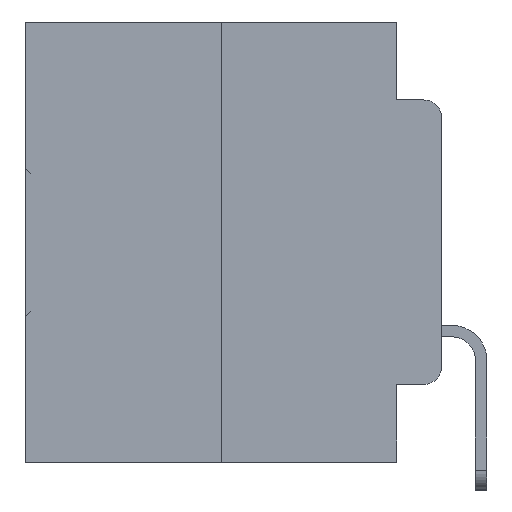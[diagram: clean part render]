
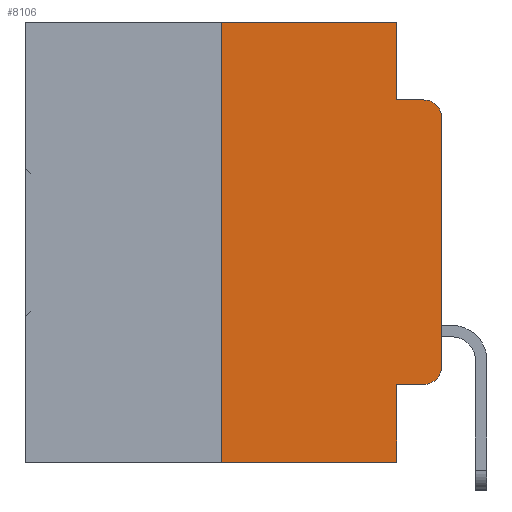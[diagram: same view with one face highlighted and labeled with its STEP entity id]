
A CAD part, left-side view. The second image highlights one B-rep face of the part: STEP entity #8106.
In plain terms, the highlighted planar face has unit normal (-1, 0, 0).
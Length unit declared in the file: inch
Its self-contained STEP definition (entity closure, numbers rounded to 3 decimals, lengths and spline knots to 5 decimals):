
#721 = EDGE_CURVE ( 'NONE', #4068, #16798, #12157, .T. ) ;
#753 = CARTESIAN_POINT ( 'NONE',  ( 0., 0.02, -0.0885 ) ) ;
#1525 = EDGE_CURVE ( 'NONE', #13199, #29281, #27216, .T. ) ;
#3271 = VECTOR ( 'NONE', #32896, 39.37008 ) ;
#3716 = CARTESIAN_POINT ( 'NONE',  ( 0., 0.25, -0.5 ) ) ;
#4065 = VERTEX_POINT ( 'NONE', #19049 ) ;
#4068 = VERTEX_POINT ( 'NONE', #26515 ) ;
#4915 = VECTOR ( 'NONE', #23711, 39.37008 ) ;
#5089 = CARTESIAN_POINT ( 'NONE',  ( 0., 0.051, -0.4115 ) ) ;
#5279 = CARTESIAN_POINT ( 'NONE',  ( 0., 0.051, -0.0885 ) ) ;
#5353 = VECTOR ( 'NONE', #6230, 39.37008 ) ;
#5491 = EDGE_CURVE ( 'NONE', #18761, #8173, #17951, .T. ) ;
#5551 = DIRECTION ( 'NONE',  ( -1., 0., 0. ) ) ;
#6230 = DIRECTION ( 'NONE',  ( 0., 0., 1. ) ) ;
#6373 = AXIS2_PLACEMENT_3D ( 'NONE', #21720, #5551, #24223 ) ;
#7200 = CARTESIAN_POINT ( 'NONE',  ( 0., 0.051, 0. ) ) ;
#7461 = EDGE_CURVE ( 'NONE', #8173, #16798, #21588, .T. ) ;
#7813 = VECTOR ( 'NONE', #9753, 39.37008 ) ;
#8106 = ADVANCED_FACE ( 'NONE', ( #23065 ), #23421, .F. ) ;
#8173 = VERTEX_POINT ( 'NONE', #5279 ) ;
#8747 = CARTESIAN_POINT ( 'NONE',  ( 0., 0.051, -0.0885 ) ) ;
#9225 = EDGE_CURVE ( 'NONE', #29281, #18761, #24524, .T. ) ;
#9753 = DIRECTION ( 'NONE',  ( 0., -1., 0. ) ) ;
#10116 = AXIS2_PLACEMENT_3D ( 'NONE', #13253, #15905, #33210 ) ;
#10152 = ORIENTED_EDGE ( 'NONE', *, *, #9225, .F. ) ;
#12157 = CIRCLE ( 'NONE', #6373, 0.02 ) ;
#12739 = ORIENTED_EDGE ( 'NONE', *, *, #25333, .T. ) ;
#13199 = VERTEX_POINT ( 'NONE', #3716 ) ;
#13253 = CARTESIAN_POINT ( 'NONE',  ( 0., 0.473, 0. ) ) ;
#13610 = ORIENTED_EDGE ( 'NONE', *, *, #22350, .T. ) ;
#13687 = VERTEX_POINT ( 'NONE', #26488 ) ;
#14014 = ORIENTED_EDGE ( 'NONE', *, *, #19400, .T. ) ;
#14346 = DIRECTION ( 'NONE',  ( 0., -1., 0. ) ) ;
#14938 = CARTESIAN_POINT ( 'NONE',  ( 0., 0., 0. ) ) ;
#15256 = ORIENTED_EDGE ( 'NONE', *, *, #17248, .T. ) ;
#15563 = CARTESIAN_POINT ( 'NONE',  ( 0., 0.051, 0. ) ) ;
#15653 = ORIENTED_EDGE ( 'NONE', *, *, #7461, .F. ) ;
#15905 = DIRECTION ( 'NONE',  ( 1., 0., 0. ) ) ;
#15916 = CIRCLE ( 'NONE', #18103, 0.02 ) ;
#16798 = VERTEX_POINT ( 'NONE', #753 ) ;
#16820 = CARTESIAN_POINT ( 'NONE',  ( 0., 0.02, -0.3915 ) ) ;
#17248 = EDGE_CURVE ( 'NONE', #32155, #13687, #15916, .T. ) ;
#17449 = CARTESIAN_POINT ( 'NONE',  ( 0., 0.02, -0.4115 ) ) ;
#17951 = LINE ( 'NONE', #15563, #3271 ) ;
#18085 = DIRECTION ( 'NONE',  ( 0., 0., -1. ) ) ;
#18103 = AXIS2_PLACEMENT_3D ( 'NONE', #16820, #34065, #19374 ) ;
#18761 = VERTEX_POINT ( 'NONE', #7200 ) ;
#19049 = CARTESIAN_POINT ( 'NONE',  ( 0., 0.051, -0.5 ) ) ;
#19374 = DIRECTION ( 'NONE',  ( 0., 0., -1. ) ) ;
#19400 = EDGE_CURVE ( 'NONE', #13687, #4068, #19730, .T. ) ;
#19730 = LINE ( 'NONE', #14938, #21363 ) ;
#20608 = VECTOR ( 'NONE', #31442, 39.37008 ) ;
#20812 = ORIENTED_EDGE ( 'NONE', *, *, #721, .T. ) ;
#21159 = LINE ( 'NONE', #27772, #7813 ) ;
#21363 = VECTOR ( 'NONE', #29952, 39.37008 ) ;
#21588 = LINE ( 'NONE', #8747, #28185 ) ;
#21720 = CARTESIAN_POINT ( 'NONE',  ( 0., 0.02, -0.1085 ) ) ;
#22350 = EDGE_CURVE ( 'NONE', #31784, #32155, #21159, .T. ) ;
#23065 = FACE_OUTER_BOUND ( 'NONE', #27243, .T. ) ;
#23421 = PLANE ( 'NONE',  #10116 ) ;
#23711 = DIRECTION ( 'NONE',  ( 0., -1., 0. ) ) ;
#23979 = ORIENTED_EDGE ( 'NONE', *, *, #1525, .F. ) ;
#24223 = DIRECTION ( 'NONE',  ( 0., 0., -1. ) ) ;
#24524 = LINE ( 'NONE', #26199, #4915 ) ;
#24793 = CARTESIAN_POINT ( 'NONE',  ( 0., 0.25, 0. ) ) ;
#25333 = EDGE_CURVE ( 'NONE', #13199, #4065, #28798, .T. ) ;
#26199 = CARTESIAN_POINT ( 'NONE',  ( 0., 0.473, 0. ) ) ;
#26463 = CARTESIAN_POINT ( 'NONE',  ( 0., 0.25, 0. ) ) ;
#26488 = CARTESIAN_POINT ( 'NONE',  ( 0., 0., -0.3915 ) ) ;
#26515 = CARTESIAN_POINT ( 'NONE',  ( 0., 0., -0.1085 ) ) ;
#26814 = LINE ( 'NONE', #30478, #32478 ) ;
#27216 = LINE ( 'NONE', #24793, #5353 ) ;
#27243 = EDGE_LOOP ( 'NONE', ( #14014, #20812, #15653, #28984, #10152, #23979, #12739, #32716, #13610, #15256 ) ) ;
#27352 = EDGE_CURVE ( 'NONE', #31784, #4065, #26814, .T. ) ;
#27772 = CARTESIAN_POINT ( 'NONE',  ( 0., 0.051, -0.4115 ) ) ;
#28185 = VECTOR ( 'NONE', #14346, 39.37008 ) ;
#28798 = LINE ( 'NONE', #29040, #20608 ) ;
#28984 = ORIENTED_EDGE ( 'NONE', *, *, #5491, .F. ) ;
#29040 = CARTESIAN_POINT ( 'NONE',  ( 0., 0.473, -0.5 ) ) ;
#29281 = VERTEX_POINT ( 'NONE', #26463 ) ;
#29952 = DIRECTION ( 'NONE',  ( 0., 0., 1. ) ) ;
#30478 = CARTESIAN_POINT ( 'NONE',  ( 0., 0.051, 0. ) ) ;
#31442 = DIRECTION ( 'NONE',  ( 0., -1., 0. ) ) ;
#31784 = VERTEX_POINT ( 'NONE', #5089 ) ;
#32155 = VERTEX_POINT ( 'NONE', #17449 ) ;
#32478 = VECTOR ( 'NONE', #18085, 39.37008 ) ;
#32716 = ORIENTED_EDGE ( 'NONE', *, *, #27352, .F. ) ;
#32896 = DIRECTION ( 'NONE',  ( 0., 0., -1. ) ) ;
#33210 = DIRECTION ( 'NONE',  ( 0., 0., -1. ) ) ;
#34065 = DIRECTION ( 'NONE',  ( -1., 0., 0. ) ) ;
